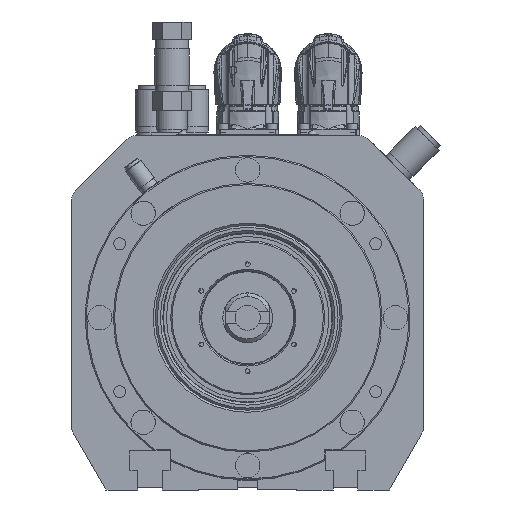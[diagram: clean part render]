
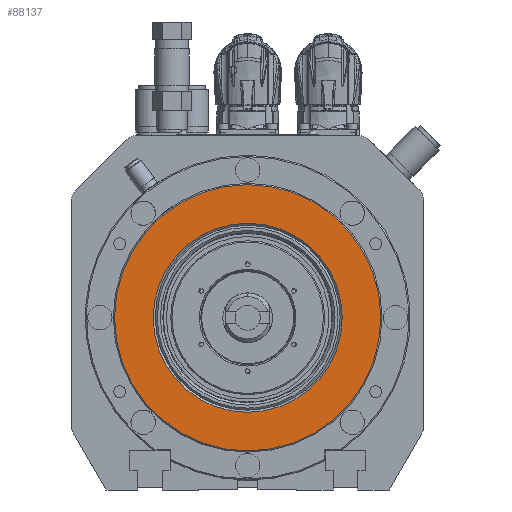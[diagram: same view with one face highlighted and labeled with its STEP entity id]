
A CAD part, left-side view. The second image highlights one B-rep face of the part: STEP entity #88137.
In plain terms, the highlighted planar face has unit normal (-1, 0, 0).
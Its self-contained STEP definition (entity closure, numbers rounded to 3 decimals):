
#5940=PLANE('',#22265);
#8551=CIRCLE('',#22264,54.5);
#8552=CIRCLE('',#22266,38.688);
#22264=AXIS2_PLACEMENT_3D('',#146300,#35108,#35109);
#22265=AXIS2_PLACEMENT_3D('',#146301,#35110,$);
#22266=AXIS2_PLACEMENT_3D('',#146302,#35111,#35112);
#35108=DIRECTION('',(-1.,0.,0.));
#35109=DIRECTION('',(0.,0.,-54.5));
#35110=DIRECTION('',(1.,0.,0.));
#35111=DIRECTION('',(1.,0.,0.));
#35112=DIRECTION('',(0.,0.,-38.688));
#43874=VERTEX_POINT('',#146299);
#43875=VERTEX_POINT('',#146303);
#43876=VERTEX_POINT('',#146304);
#55984=EDGE_CURVE('',#43874,#43874,#8551,.T.);
#55985=EDGE_CURVE('',#43875,#43876,#8552,.T.);
#55986=EDGE_CURVE('',#43876,#43875,#8552,.T.);
#74233=ORIENTED_EDGE('',*,*,#55985,.T.);
#74234=ORIENTED_EDGE('',*,*,#55986,.T.);
#74235=ORIENTED_EDGE('',*,*,#55984,.T.);
#80006=EDGE_LOOP('',(#74233,#74234));
#80007=EDGE_LOOP('',(#74235));
#84201=FACE_BOUND('',#80006,.T.);
#84202=FACE_BOUND('',#80007,.T.);
#88137=ADVANCED_FACE('',(#84201,#84202),#5940,.F.);
#146299=CARTESIAN_POINT('',(-360.5,0.,-54.5));
#146300=CARTESIAN_POINT('',(-360.5,0.,0.));
#146301=CARTESIAN_POINT('',(-360.5,0.,55.));
#146302=CARTESIAN_POINT('',(-360.5,0.,0.));
#146303=CARTESIAN_POINT('',(-360.5,0.,-38.688));
#146304=CARTESIAN_POINT('',(-360.5,0.,38.688));
